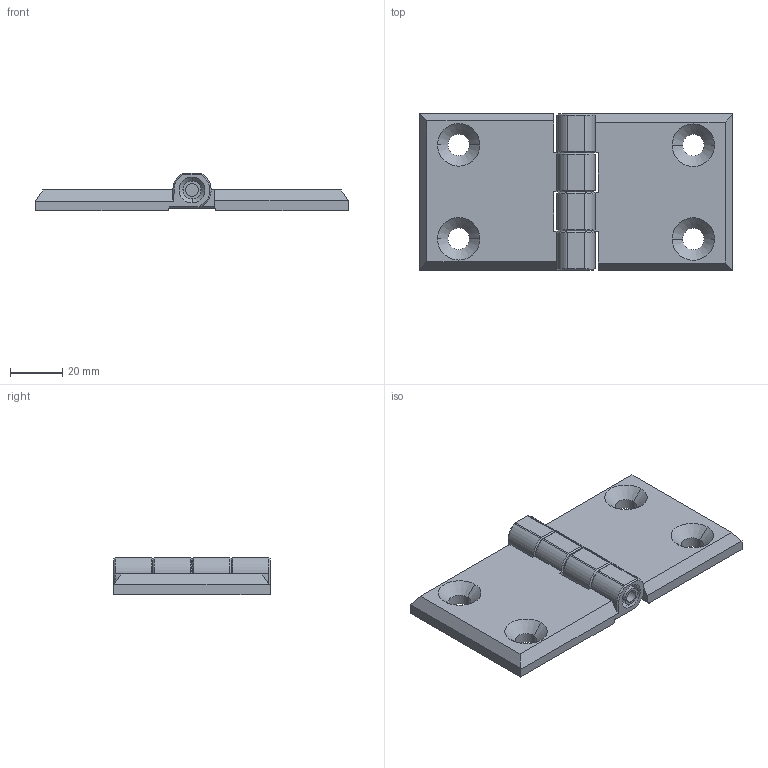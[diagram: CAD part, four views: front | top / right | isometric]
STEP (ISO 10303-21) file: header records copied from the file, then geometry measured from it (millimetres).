
FILE_DESCRIPTION (( 'STEP AP203' ), '1' );
FILE_NAME ('MY60120.1.5.4.STEP', '2022-06-13T05:23:05', ( '' ), ( '' ), 'SwSTEP 2.0', 'SolidWorks 2021', '' );
FILE_SCHEMA (( 'CONFIG_CONTROL_DESIGN' ));
Length unit declared in the file: millimetre
Products named in the file (1): MY60120.1.5.4
Bounding box: 120 x 60.1 x 14.45 mm (x, y, z)
Surface area: 24046.8 mm2 (no closed solid volume)
Topology: 0 solids, 4 shells, 278 faces, 742 edges, 476 vertices
Faces by surface type: plane 112, cylinder 76, cone 66, bspline 24
Entity records: 9356 total; most frequent: CARTESIAN_POINT 2697, ORIENTED_EDGE 1422, DIRECTION 1274, EDGE_CURVE 742, VERTEX_POINT 476, AXIS2_PLACEMENT_3D 437, LINE 400, VECTOR 400
